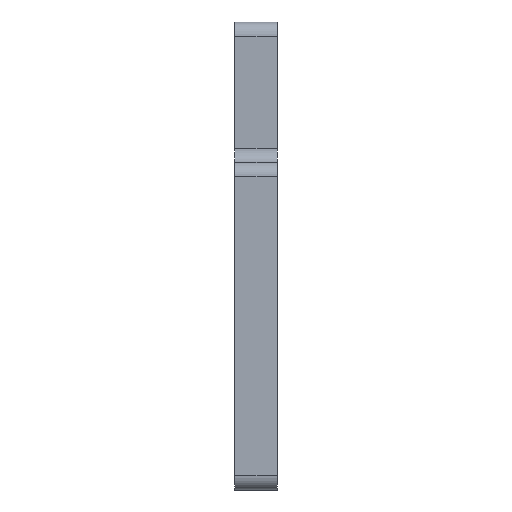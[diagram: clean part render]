
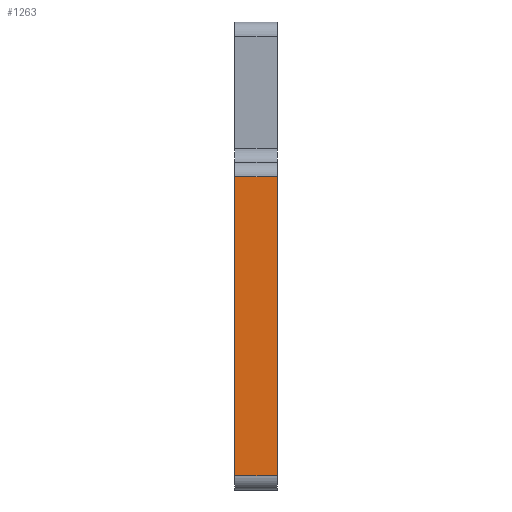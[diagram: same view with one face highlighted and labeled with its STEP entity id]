
A CAD part, left-side view. The second image highlights one B-rep face of the part: STEP entity #1263.
In plain terms, the highlighted planar face has unit normal (-1, 0, 0).
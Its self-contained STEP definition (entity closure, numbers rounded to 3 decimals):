
#20 = CARTESIAN_POINT ( 'NONE',  ( 0., 0., 2. ) ) ;
#92 = VERTEX_POINT ( 'NONE', #1202 ) ;
#145 = EDGE_CURVE ( 'NONE', #672, #92, #981, .T. ) ;
#188 = CARTESIAN_POINT ( 'NONE',  ( 0., 3., -19.3 ) ) ;
#202 = CARTESIAN_POINT ( 'NONE',  ( 0., 3., 2. ) ) ;
#216 = ORIENTED_EDGE ( 'NONE', *, *, #519, .T. ) ;
#360 = VECTOR ( 'NONE', #684, 1000. ) ;
#435 = LINE ( 'NONE', #188, #813 ) ;
#472 = EDGE_CURVE ( 'NONE', #672, #1109, #435, .T. ) ;
#519 = EDGE_CURVE ( 'NONE', #1437, #92, #805, .T. ) ;
#524 = CARTESIAN_POINT ( 'NONE',  ( 0., 3., -19.3 ) ) ;
#672 = VERTEX_POINT ( 'NONE', #524 ) ;
#684 = DIRECTION ( 'NONE',  ( 0., 1., 0. ) ) ;
#707 = CARTESIAN_POINT ( 'NONE',  ( 0., 3., 0. ) ) ;
#750 = CARTESIAN_POINT ( 'NONE',  ( 0., 0., -19.3 ) ) ;
#784 = DIRECTION ( 'NONE',  ( 0., 0., -1. ) ) ;
#792 = ORIENTED_EDGE ( 'NONE', *, *, #472, .T. ) ;
#802 = LINE ( 'NONE', #1429, #842 ) ;
#805 = LINE ( 'NONE', #202, #360 ) ;
#813 = VECTOR ( 'NONE', #1158, 1000. ) ;
#842 = VECTOR ( 'NONE', #922, 1000. ) ;
#922 = DIRECTION ( 'NONE',  ( 0., 0., 1. ) ) ;
#950 = ORIENTED_EDGE ( 'NONE', *, *, #1193, .T. ) ;
#951 = PLANE ( 'NONE',  #1419 ) ;
#981 = LINE ( 'NONE', #1091, #1015 ) ;
#1015 = VECTOR ( 'NONE', #1459, 1000. ) ;
#1091 = CARTESIAN_POINT ( 'NONE',  ( 0., 3., 0. ) ) ;
#1109 = VERTEX_POINT ( 'NONE', #750 ) ;
#1155 = DIRECTION ( 'NONE',  ( 1., 0., 0. ) ) ;
#1158 = DIRECTION ( 'NONE',  ( 0., -1., 0. ) ) ;
#1169 = EDGE_LOOP ( 'NONE', ( #950, #216, #1499, #792 ) ) ;
#1193 = EDGE_CURVE ( 'NONE', #1109, #1437, #802, .T. ) ;
#1202 = CARTESIAN_POINT ( 'NONE',  ( 0., 3., 2. ) ) ;
#1263 = ADVANCED_FACE ( 'NONE', ( #1551 ), #951, .F. ) ;
#1419 = AXIS2_PLACEMENT_3D ( 'NONE', #707, #1155, #784 ) ;
#1429 = CARTESIAN_POINT ( 'NONE',  ( 0., 0., 0. ) ) ;
#1437 = VERTEX_POINT ( 'NONE', #20 ) ;
#1459 = DIRECTION ( 'NONE',  ( 0., 0., 1. ) ) ;
#1499 = ORIENTED_EDGE ( 'NONE', *, *, #145, .F. ) ;
#1551 = FACE_OUTER_BOUND ( 'NONE', #1169, .T. ) ;
